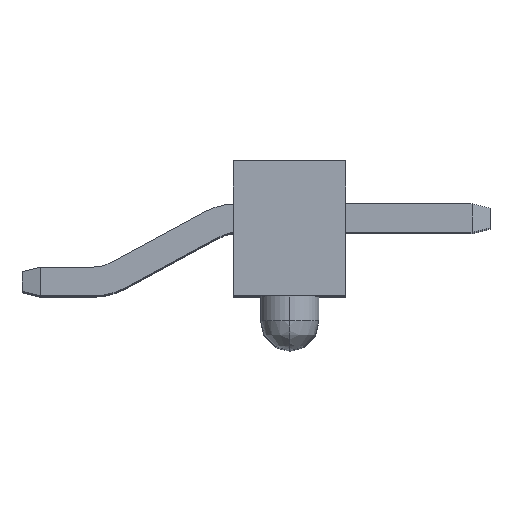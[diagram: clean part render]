
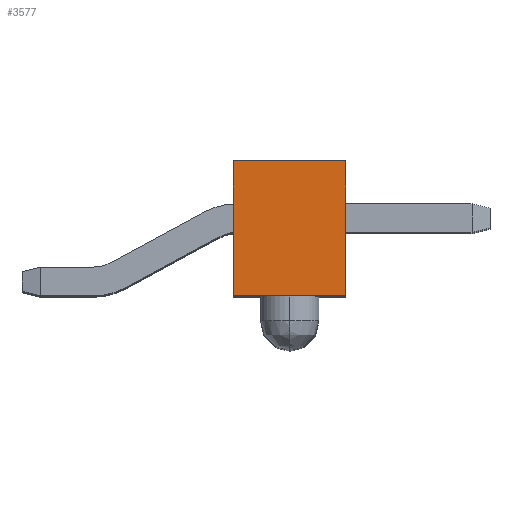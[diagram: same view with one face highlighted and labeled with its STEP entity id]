
A CAD part, top view. The second image highlights one B-rep face of the part: STEP entity #3577.
In plain terms, the highlighted face is planar.
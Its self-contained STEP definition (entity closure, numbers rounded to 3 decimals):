
#607 = EDGE_LOOP ( 'NONE', ( #699, #749, #693, #724 ) ) ;
#693 = ORIENTED_EDGE ( 'NONE', *, *, #3907, .F. ) ;
#699 = ORIENTED_EDGE ( 'NONE', *, *, #3892, .T. ) ;
#724 = ORIENTED_EDGE ( 'NONE', *, *, #3900, .T. ) ;
#749 = ORIENTED_EDGE ( 'NONE', *, *, #3909, .T. ) ;
#1156 = LINE ( 'NONE', #2688, #1162 ) ;
#1162 = VECTOR ( 'NONE', #2686, 1000. ) ;
#1228 = FACE_OUTER_BOUND ( 'NONE', #607, .T. ) ;
#1642 = CARTESIAN_POINT ( 'NONE',  ( 10.16, 0., 1.73 ) ) ;
#1649 = CARTESIAN_POINT ( 'NONE',  ( 10.16, 2.5, -1.27 ) ) ;
#1662 = CARTESIAN_POINT ( 'NONE',  ( 10.16, 2.5, 1.73 ) ) ;
#1667 = CARTESIAN_POINT ( 'NONE',  ( 10.16, 0., -1.27 ) ) ;
#1849 = VERTEX_POINT ( 'NONE', #1649 ) ;
#1853 = VERTEX_POINT ( 'NONE', #1667 ) ;
#1874 = VERTEX_POINT ( 'NONE', #1662 ) ;
#1882 = VERTEX_POINT ( 'NONE', #1642 ) ;
#2686 = DIRECTION ( 'NONE',  ( 0., -1., 0. ) ) ;
#2688 = CARTESIAN_POINT ( 'NONE',  ( 10.16, 0., 1.73 ) ) ;
#2699 = CARTESIAN_POINT ( 'NONE',  ( 10.16, 2.5, 1.73 ) ) ;
#2705 = DIRECTION ( 'NONE',  ( 0., 0., 1. ) ) ;
#2711 = DIRECTION ( 'NONE',  ( 0., -1., 0. ) ) ;
#2713 = CARTESIAN_POINT ( 'NONE',  ( 10.16, 0., 0. ) ) ;
#2716 = CARTESIAN_POINT ( 'NONE',  ( 10.16, 0., -1.27 ) ) ;
#2719 = DIRECTION ( 'NONE',  ( 0., 0., -1. ) ) ;
#2988 = LINE ( 'NONE', #2713, #3042 ) ;
#3001 = LINE ( 'NONE', #2716, #3006 ) ;
#3006 = VECTOR ( 'NONE', #2711, 1000. ) ;
#3033 = VECTOR ( 'NONE', #2705, 1000. ) ;
#3034 = LINE ( 'NONE', #2699, #3033 ) ;
#3042 = VECTOR ( 'NONE', #2719, 1000. ) ;
#3409 = PLANE ( 'NONE',  #3722 ) ;
#3417 = DIRECTION ( 'NONE',  ( 0., 0., -1. ) ) ;
#3421 = DIRECTION ( 'NONE',  ( 1., 0., 0. ) ) ;
#3424 = CARTESIAN_POINT ( 'NONE',  ( 10.16, 0., 1.73 ) ) ;
#3577 = ADVANCED_FACE ( 'NONE', ( #1228 ), #3409, .T. ) ;
#3722 = AXIS2_PLACEMENT_3D ( 'NONE', #3424, #3421, #3417 ) ;
#3892 = EDGE_CURVE ( 'NONE', #1874, #1882, #1156, .T. ) ;
#3900 = EDGE_CURVE ( 'NONE', #1849, #1874, #3034, .T. ) ;
#3907 = EDGE_CURVE ( 'NONE', #1849, #1853, #3001, .T. ) ;
#3909 = EDGE_CURVE ( 'NONE', #1882, #1853, #2988, .T. ) ;
